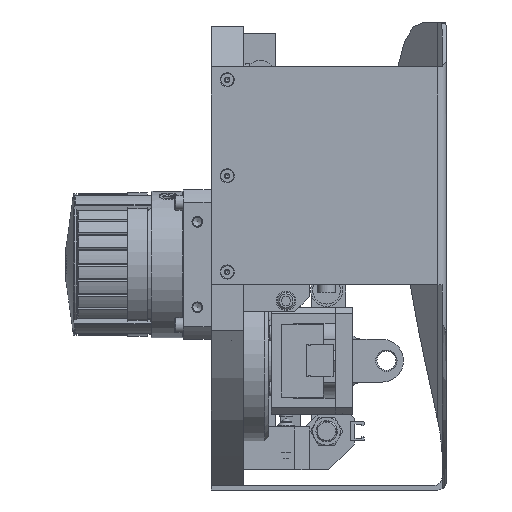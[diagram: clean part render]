
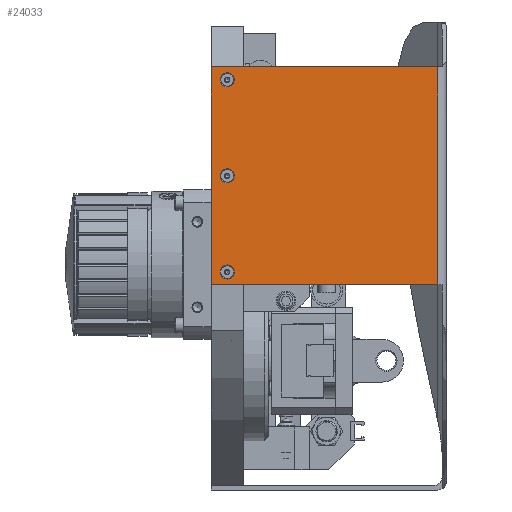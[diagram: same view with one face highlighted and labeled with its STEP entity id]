
A CAD part, front view. The second image highlights one B-rep face of the part: STEP entity #24033.
In plain terms, the highlighted face is planar.
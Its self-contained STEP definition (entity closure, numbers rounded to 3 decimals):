
#1548=PLANE('',#27583);
#2866=LINE('',#42564,#4215);
#2867=LINE('',#42567,#4216);
#2868=LINE('',#42569,#4217);
#2869=LINE('',#42571,#4218);
#4215=VECTOR('',#34762,1000.);
#4216=VECTOR('',#34763,1000.);
#4217=VECTOR('',#34764,1000.);
#4218=VECTOR('',#34765,1000.);
#10149=ORIENTED_EDGE('',*,*,#13331,.T.);
#10150=ORIENTED_EDGE('',*,*,#13332,.T.);
#10151=ORIENTED_EDGE('',*,*,#13333,.T.);
#10152=ORIENTED_EDGE('',*,*,#13334,.F.);
#10153=ORIENTED_EDGE('',*,*,#13335,.F.);
#10154=ORIENTED_EDGE('',*,*,#13336,.T.);
#10155=ORIENTED_EDGE('',*,*,#13337,.F.);
#13331=EDGE_CURVE('',#15607,#15607,#17013,.T.);
#13332=EDGE_CURVE('',#15608,#15608,#17014,.T.);
#13333=EDGE_CURVE('',#15609,#15609,#17015,.T.);
#13334=EDGE_CURVE('',#15610,#15611,#2866,.T.);
#13335=EDGE_CURVE('',#15612,#15610,#2867,.T.);
#13336=EDGE_CURVE('',#15612,#15613,#2868,.T.);
#13337=EDGE_CURVE('',#15611,#15613,#2869,.T.);
#15607=VERTEX_POINT('',#42559);
#15608=VERTEX_POINT('',#42561);
#15609=VERTEX_POINT('',#42563);
#15610=VERTEX_POINT('',#42565);
#15611=VERTEX_POINT('',#42566);
#15612=VERTEX_POINT('',#42568);
#15613=VERTEX_POINT('',#42570);
#17013=CIRCLE('',#27584,3.3);
#17014=CIRCLE('',#27585,3.3);
#17015=CIRCLE('',#27586,3.3);
#19421=EDGE_LOOP('',(#10149));
#19422=EDGE_LOOP('',(#10150));
#19423=EDGE_LOOP('',(#10151));
#19424=EDGE_LOOP('',(#10152,#10153,#10154,#10155));
#21936=FACE_BOUND('',#19421,.T.);
#21937=FACE_BOUND('',#19422,.T.);
#21938=FACE_BOUND('',#19423,.T.);
#21939=FACE_BOUND('',#19424,.T.);
#24033=ADVANCED_FACE('',(#21936,#21937,#21938,#21939),#1548,.F.);
#27583=AXIS2_PLACEMENT_3D('',#42557,#34754,#34755);
#27584=AXIS2_PLACEMENT_3D('',#42558,#34756,#34757);
#27585=AXIS2_PLACEMENT_3D('',#42560,#34758,#34759);
#27586=AXIS2_PLACEMENT_3D('',#42562,#34760,#34761);
#34754=DIRECTION('',(0.,0.,-1.));
#34755=DIRECTION('',(-1.,0.,0.));
#34756=DIRECTION('',(0.,0.,-1.));
#34757=DIRECTION('',(-1.,0.,0.));
#34758=DIRECTION('',(0.,0.,-1.));
#34759=DIRECTION('',(-1.,0.,0.));
#34760=DIRECTION('',(0.,0.,-1.));
#34761=DIRECTION('',(-1.,0.,0.));
#34762=DIRECTION('',(1.,0.,0.));
#34763=DIRECTION('',(0.,1.,0.));
#34764=DIRECTION('',(1.,0.,0.));
#34765=DIRECTION('',(0.,-1.,0.));
#42557=CARTESIAN_POINT('',(-198.,105.,0.));
#42558=CARTESIAN_POINT('',(-192.,2.5,0.));
#42559=CARTESIAN_POINT('',(-195.3,2.5,0.));
#42560=CARTESIAN_POINT('',(-147.,2.5,0.));
#42561=CARTESIAN_POINT('',(-150.3,2.5,0.));
#42562=CARTESIAN_POINT('',(-102.,2.5,0.));
#42563=CARTESIAN_POINT('',(-105.3,2.5,0.));
#42564=CARTESIAN_POINT('',(-220.,101.,0.));
#42565=CARTESIAN_POINT('',(-198.,101.,0.));
#42566=CARTESIAN_POINT('',(-96.,101.,0.));
#42567=CARTESIAN_POINT('',(-198.,-12.,0.));
#42568=CARTESIAN_POINT('',(-198.,-5.,0.));
#42569=CARTESIAN_POINT('',(-198.,-5.,0.));
#42570=CARTESIAN_POINT('',(-96.,-5.,0.));
#42571=CARTESIAN_POINT('',(-96.,103.,0.));
